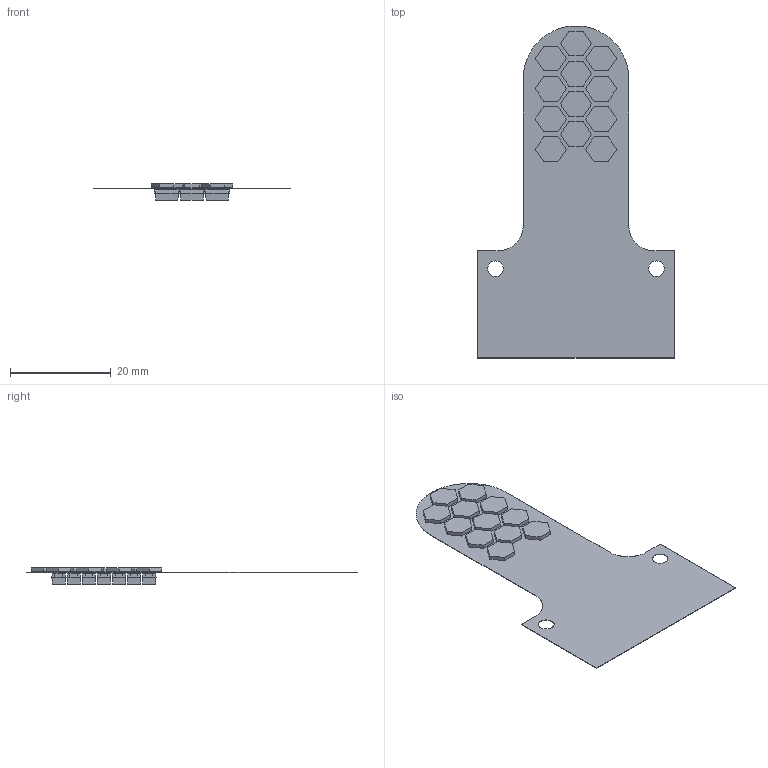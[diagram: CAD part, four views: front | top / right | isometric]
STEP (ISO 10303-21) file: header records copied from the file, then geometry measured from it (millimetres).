
FILE_DESCRIPTION(('KiCad electronic assembly'),'2;1');
FILE_NAME('PESTFlex.step','2024-10-11T19:20:16',('Pcbnew'),('Kicad'), 'Open CASCADE STEP processor 7.6','KiCad to STEP converter','Unknown' );
FILE_SCHEMA(('AUTOMOTIVE_DESIGN { 1 0 10303 214 1 1 1 1 }'));
Length unit declared in the file: millimetre
Products named in the file (6): PESTFlex 1; PEST; COMPOUND; D_SMA; SOLID; PCB
Assembly tree (26 placements, depth 3):
  PESTFlex 1
    PEST  x12
      COMPOUND
    D_SMA  x11
      SOLID
    PCB
Bounding box: 39.1 x 66 x 3.19 mm (x, y, z)
Volume: 650.4 mm3; surface area: 4840.1 mm2
Topology: 24 solids, 24 shells, 645 faces, 1670 edges, 1084 vertices
Faces by surface type: plane 489, bspline 110, cylinder 46
Full cylindrical faces by diameter (mm): 3.1 x2
Entity records: 10564 total; most frequent: CARTESIAN_POINT 1802, DIRECTION 1526, LINE 1170, VECTOR 1170, ORIENTED_EDGE 824, PCURVE 824, DEFINITIONAL_REPRESENTATION 824, EDGE_CURVE 412
